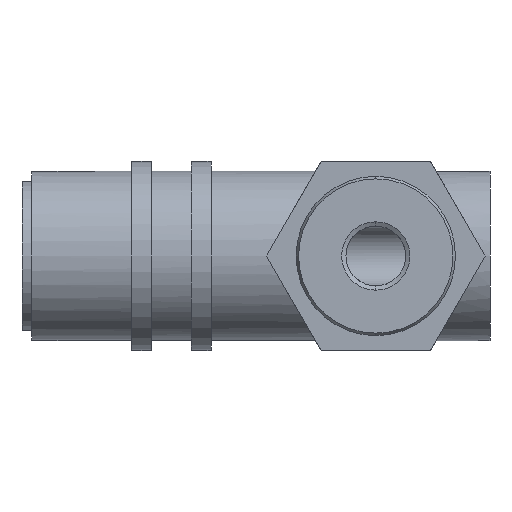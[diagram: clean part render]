
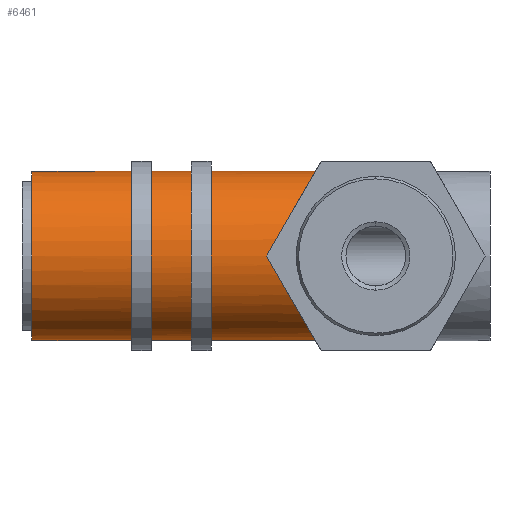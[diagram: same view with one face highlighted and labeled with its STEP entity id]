
A CAD part, front view. The second image highlights one B-rep face of the part: STEP entity #6461.
In plain terms, the highlighted cylindrical face has radius 8.5 mm (diameter 17 mm), a partial arc.
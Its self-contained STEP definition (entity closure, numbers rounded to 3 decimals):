
#435 = CARTESIAN_POINT ( 'NONE',  ( 27.435, -8.5, 4.979 ) ) ;
#664 = CARTESIAN_POINT ( 'NONE',  ( 1., 0., 8.5 ) ) ;
#750 = VERTEX_POINT ( 'NONE', #7596 ) ;
#881 = DIRECTION ( 'NONE',  ( 0., 0., 1. ) ) ;
#886 = DIRECTION ( 'NONE',  ( 0., 0., 1. ) ) ;
#1638 = CARTESIAN_POINT ( 'NONE',  ( 0., 0., -8.5 ) ) ;
#1690 = ORIENTED_EDGE ( 'NONE', *, *, #2841, .F. ) ;
#2007 = VECTOR ( 'NONE', #8360, 1000. ) ;
#2024 = CARTESIAN_POINT ( 'NONE',  ( 29.468, 0., 8.5 ) ) ;
#2134 = VERTEX_POINT ( 'NONE', #7258 ) ;
#2216 = FACE_OUTER_BOUND ( 'NONE', #2222, .T. ) ;
#2222 = EDGE_LOOP ( 'NONE', ( #6998, #4847, #7035, #6913, #1690 ) ) ;
#2347 = LINE ( 'NONE', #1638, #6366 ) ;
#2415 = VERTEX_POINT ( 'NONE', #664 ) ;
#2619 = CARTESIAN_POINT ( 'NONE',  ( 29.468, 0., -8.5 ) ) ;
#2841 = EDGE_CURVE ( 'NONE', #6982, #2415, #8475, .T. ) ;
#3004 = AXIS2_PLACEMENT_3D ( 'NONE', #8186, #6167, #881 ) ;
#3050 = CARTESIAN_POINT ( 'NONE',  ( 29.468, -4.979, 8.5 ) ) ;
#3518 =( BOUNDED_CURVE ( )  B_SPLINE_CURVE ( 3, ( #3793, #435, #3050, #3660 ),
 .UNSPECIFIED., .F., .T. ) 
 B_SPLINE_CURVE_WITH_KNOTS ( ( 4, 4 ),
 ( 1.571, 3.142 ),
 .UNSPECIFIED. ) 
 CURVE ( )  GEOMETRIC_REPRESENTATION_ITEM ( )  RATIONAL_B_SPLINE_CURVE ( ( 1., 0.805, 0.805, 1. ) ) 
 REPRESENTATION_ITEM ( '' )  );
#3660 = CARTESIAN_POINT ( 'NONE',  ( 29.468, 0., 8.5 ) ) ;
#3719 = EDGE_CURVE ( 'NONE', #2134, #6982, #2347, .T. ) ;
#3793 = CARTESIAN_POINT ( 'NONE',  ( 24.561, -8.5, 0. ) ) ;
#3825 = EDGE_CURVE ( 'NONE', #750, #7106, #3518, .T. ) ;
#3872 = EDGE_CURVE ( 'NONE', #7106, #2415, #4972, .T. ) ;
#4318 = CARTESIAN_POINT ( 'NONE',  ( 0., 0., 8.5 ) ) ;
#4423 =( BOUNDED_CURVE ( )  B_SPLINE_CURVE ( 3, ( #2619, #6699, #6659, #5336 ),
 .UNSPECIFIED., .F., .T. ) 
 B_SPLINE_CURVE_WITH_KNOTS ( ( 4, 4 ),
 ( 3.142, 4.712 ),
 .UNSPECIFIED. ) 
 CURVE ( )  GEOMETRIC_REPRESENTATION_ITEM ( )  RATIONAL_B_SPLINE_CURVE ( ( 1., 0.805, 0.805, 1. ) ) 
 REPRESENTATION_ITEM ( '' )  );
#4791 = EDGE_CURVE ( 'NONE', #2134, #750, #4423, .T. ) ;
#4847 = ORIENTED_EDGE ( 'NONE', *, *, #4791, .T. ) ;
#4894 = CYLINDRICAL_SURFACE ( 'NONE', #7368, 8.5 ) ;
#4972 = LINE ( 'NONE', #4318, #2007 ) ;
#5336 = CARTESIAN_POINT ( 'NONE',  ( 24.561, -8.5, 0. ) ) ;
#6167 = DIRECTION ( 'NONE',  ( -1., 0., 0. ) ) ;
#6366 = VECTOR ( 'NONE', #7672, 1000. ) ;
#6461 = ADVANCED_FACE ( 'NONE', ( #2216 ), #4894, .T. ) ;
#6659 = CARTESIAN_POINT ( 'NONE',  ( 27.435, -8.5, -4.979 ) ) ;
#6699 = CARTESIAN_POINT ( 'NONE',  ( 29.468, -4.979, -8.5 ) ) ;
#6704 = CARTESIAN_POINT ( 'NONE',  ( 1., 0., -8.5 ) ) ;
#6913 = ORIENTED_EDGE ( 'NONE', *, *, #3872, .T. ) ;
#6920 = DIRECTION ( 'NONE',  ( -1., 0., 0. ) ) ;
#6982 = VERTEX_POINT ( 'NONE', #6704 ) ;
#6998 = ORIENTED_EDGE ( 'NONE', *, *, #3719, .F. ) ;
#7035 = ORIENTED_EDGE ( 'NONE', *, *, #3825, .T. ) ;
#7106 = VERTEX_POINT ( 'NONE', #2024 ) ;
#7258 = CARTESIAN_POINT ( 'NONE',  ( 29.468, 0., -8.5 ) ) ;
#7368 = AXIS2_PLACEMENT_3D ( 'NONE', #7579, #6920, #886 ) ;
#7579 = CARTESIAN_POINT ( 'NONE',  ( 0., 0., 0. ) ) ;
#7596 = CARTESIAN_POINT ( 'NONE',  ( 24.561, -8.5, 0. ) ) ;
#7672 = DIRECTION ( 'NONE',  ( -1., 0., 0. ) ) ;
#8186 = CARTESIAN_POINT ( 'NONE',  ( 1., 0., 0. ) ) ;
#8360 = DIRECTION ( 'NONE',  ( -1., 0., 0. ) ) ;
#8475 = CIRCLE ( 'NONE', #3004, 8.5 ) ;
